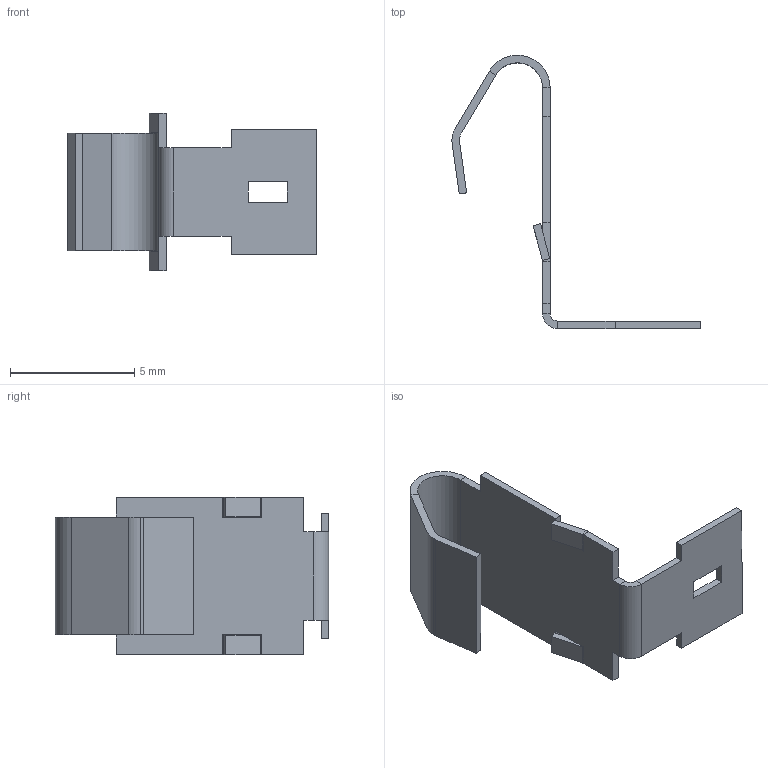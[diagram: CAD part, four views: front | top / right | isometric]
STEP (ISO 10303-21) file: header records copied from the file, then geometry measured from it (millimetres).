
FILE_DESCRIPTION (( 'STEP AP214' ), '1' );
FILE_NAME ('1020-1.STEP', '2015-01-22T20:48:59', ( '' ), ( '' ), 'SwSTEP 2.0', 'SolidWorks 2013', '' );
FILE_SCHEMA (( 'AUTOMOTIVE_DESIGN' ));
Length unit declared in the file: inch
Products named in the file (1): 1020-1
Bounding box: 10.01 x 11.02 x 6.35 mm (x, y, z)
Volume: 36.9 mm3; surface area: 265.7 mm2
Topology: 1 solids, 1 shells, 70 faces, 172 edges, 104 vertices
Faces by surface type: plane 58, cylinder 12
Entity records: 2050 total; most frequent: CARTESIAN_POINT 347, ORIENTED_EDGE 344, DIRECTION 338, EDGE_CURVE 172, VECTOR 148, LINE 148, VERTEX_POINT 104, AXIS2_PLACEMENT_3D 95
